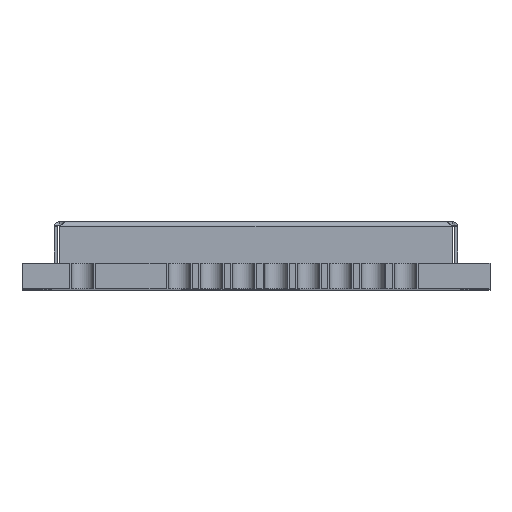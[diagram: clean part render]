
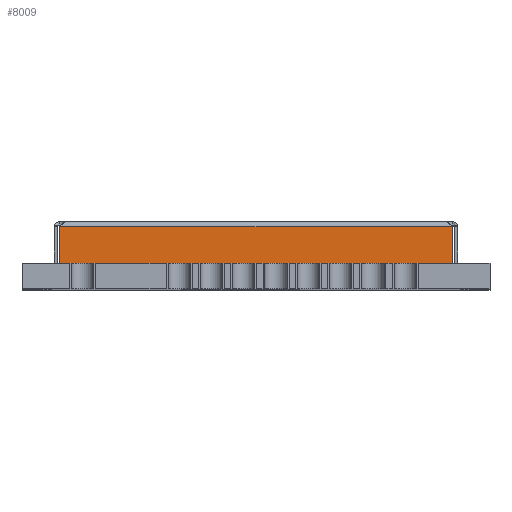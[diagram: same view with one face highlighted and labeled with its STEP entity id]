
A CAD part, top view. The second image highlights one B-rep face of the part: STEP entity #8009.
In plain terms, the highlighted planar face has unit normal (0, 0, 1).
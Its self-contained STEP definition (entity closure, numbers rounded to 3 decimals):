
#391 = CARTESIAN_POINT ( 'NONE',  ( -6.35, 0.813, 9.842 ) ) ;
#1252 = CARTESIAN_POINT ( 'NONE',  ( -6.179, 0.813, 9.842 ) ) ;
#1425 = CARTESIAN_POINT ( 'NONE',  ( -6.179, 1.963, 9.842 ) ) ;
#2095 = ORIENTED_EDGE ( 'NONE', *, *, #15049, .F. ) ;
#2395 = CARTESIAN_POINT ( 'NONE',  ( 0., 0., 9.842 ) ) ;
#2402 = CARTESIAN_POINT ( 'NONE',  ( 6.179, 0., 9.842 ) ) ;
#2973 = CARTESIAN_POINT ( 'NONE',  ( 6.179, 0.813, 9.842 ) ) ;
#4318 = DIRECTION ( 'NONE',  ( 0., 0., 1. ) ) ;
#5267 = LINE ( 'NONE', #391, #19807 ) ;
#6108 = DIRECTION ( 'NONE',  ( 0., 1., 0. ) ) ;
#6175 = DIRECTION ( 'NONE',  ( 0., -1., 0. ) ) ;
#6325 = EDGE_CURVE ( 'NONE', #14698, #13357, #23006, .T. ) ;
#6626 = VECTOR ( 'NONE', #8144, 1000. ) ;
#6801 = DIRECTION ( 'NONE',  ( -1., 0., 0. ) ) ;
#7642 = EDGE_LOOP ( 'NONE', ( #8025, #19683, #2095, #20512 ) ) ;
#8009 = ADVANCED_FACE ( 'NONE', ( #9815 ), #11986, .T. ) ;
#8025 = ORIENTED_EDGE ( 'NONE', *, *, #13278, .T. ) ;
#8122 = AXIS2_PLACEMENT_3D ( 'NONE', #2395, #4318, #6175 ) ;
#8144 = DIRECTION ( 'NONE',  ( 0., 1., 0. ) ) ;
#9113 = LINE ( 'NONE', #2402, #19185 ) ;
#9815 = FACE_OUTER_BOUND ( 'NONE', #7642, .T. ) ;
#10323 = EDGE_CURVE ( 'NONE', #12640, #13385, #9113, .T. ) ;
#11986 = PLANE ( 'NONE',  #8122 ) ;
#12640 = VERTEX_POINT ( 'NONE', #2973 ) ;
#13278 = EDGE_CURVE ( 'NONE', #13385, #13357, #16879, .T. ) ;
#13357 = VERTEX_POINT ( 'NONE', #1425 ) ;
#13385 = VERTEX_POINT ( 'NONE', #22934 ) ;
#14698 = VERTEX_POINT ( 'NONE', #1252 ) ;
#15049 = EDGE_CURVE ( 'NONE', #12640, #14698, #5267, .T. ) ;
#15365 = VECTOR ( 'NONE', #6801, 1000. ) ;
#15451 = DIRECTION ( 'NONE',  ( -1., 0., 0. ) ) ;
#16879 = LINE ( 'NONE', #21933, #15365 ) ;
#19185 = VECTOR ( 'NONE', #6108, 1000. ) ;
#19683 = ORIENTED_EDGE ( 'NONE', *, *, #6325, .F. ) ;
#19807 = VECTOR ( 'NONE', #15451, 1000. ) ;
#20512 = ORIENTED_EDGE ( 'NONE', *, *, #10323, .T. ) ;
#21933 = CARTESIAN_POINT ( 'NONE',  ( 0., 1.963, 9.842 ) ) ;
#22934 = CARTESIAN_POINT ( 'NONE',  ( 6.179, 1.963, 9.842 ) ) ;
#23006 = LINE ( 'NONE', #23342, #6626 ) ;
#23342 = CARTESIAN_POINT ( 'NONE',  ( -6.179, 2.013, 9.842 ) ) ;
